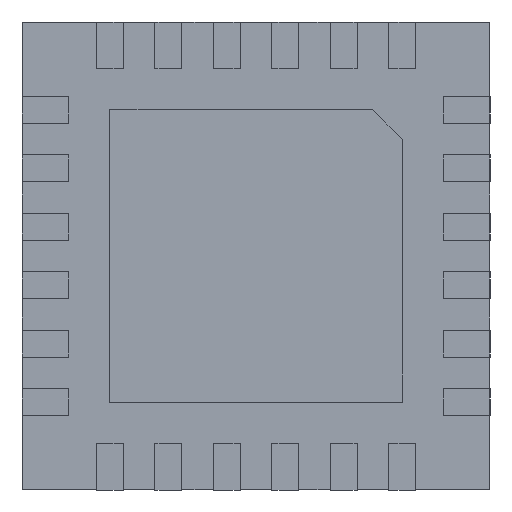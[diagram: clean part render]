
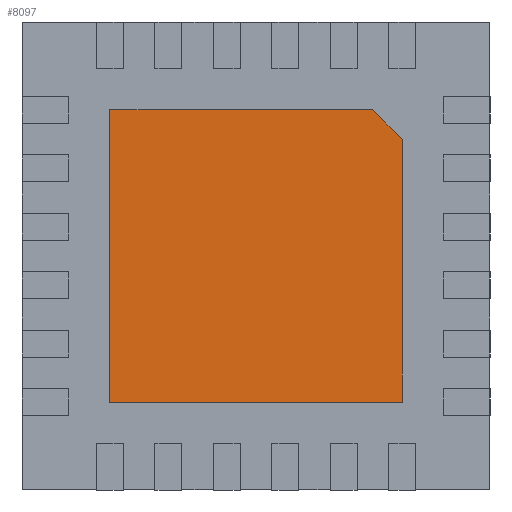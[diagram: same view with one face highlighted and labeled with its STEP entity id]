
A CAD part, front view. The second image highlights one B-rep face of the part: STEP entity #8097.
In plain terms, the highlighted planar face has unit normal (0, -1, 0).
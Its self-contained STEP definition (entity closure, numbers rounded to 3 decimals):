
#280=PLANE('',#8359);
#713=FACE_OUTER_BOUND('',#1158,.T.);
#1158=EDGE_LOOP('',(#7470,#7471,#7472,#7473,#7474));
#1956=LINE('',#15248,#2761);
#1959=LINE('',#15253,#2764);
#1961=LINE('',#15257,#2766);
#1963=LINE('',#15261,#2768);
#1964=LINE('',#15263,#2769);
#2761=VECTOR('',#9643,1000.);
#2764=VECTOR('',#9648,1000.);
#2766=VECTOR('',#9652,1000.);
#2768=VECTOR('',#9656,1000.);
#2769=VECTOR('',#9659,1000.);
#3911=VERTEX_POINT('',#15245);
#3912=VERTEX_POINT('',#15247);
#3913=VERTEX_POINT('',#15251);
#3914=VERTEX_POINT('',#15255);
#3915=VERTEX_POINT('',#15259);
#5094=EDGE_CURVE('',#3912,#3911,#1956,.T.);
#5097=EDGE_CURVE('',#3911,#3913,#1959,.T.);
#5099=EDGE_CURVE('',#3913,#3914,#1961,.T.);
#5101=EDGE_CURVE('',#3914,#3915,#1963,.T.);
#5102=EDGE_CURVE('',#3915,#3912,#1964,.T.);
#7470=ORIENTED_EDGE('',*,*,#5094,.T.);
#7471=ORIENTED_EDGE('',*,*,#5097,.T.);
#7472=ORIENTED_EDGE('',*,*,#5099,.T.);
#7473=ORIENTED_EDGE('',*,*,#5101,.T.);
#7474=ORIENTED_EDGE('',*,*,#5102,.T.);
#8097=ADVANCED_FACE('',(#713),#280,.F.);
#8359=AXIS2_PLACEMENT_3D('',#15264,#9660,#9661);
#9643=DIRECTION('',(-0.707,0.,0.707));
#9648=DIRECTION('',(-1.,0.,0.));
#9652=DIRECTION('',(0.,0.,-1.));
#9656=DIRECTION('',(1.,0.,0.));
#9659=DIRECTION('',(0.,0.,1.));
#9660=DIRECTION('center_axis',(0.,1.,0.));
#9661=DIRECTION('ref_axis',(0.,0.,1.));
#15245=CARTESIAN_POINT('',(1.,0.001,1.25));
#15247=CARTESIAN_POINT('',(1.25,0.001,1.));
#15248=CARTESIAN_POINT('',(1.,0.001,1.25));
#15251=CARTESIAN_POINT('',(-1.25,0.001,1.25));
#15253=CARTESIAN_POINT('',(-1.25,0.001,1.25));
#15255=CARTESIAN_POINT('',(-1.25,0.001,-1.25));
#15257=CARTESIAN_POINT('',(-1.25,0.001,-1.25));
#15259=CARTESIAN_POINT('',(1.25,0.001,-1.25));
#15261=CARTESIAN_POINT('',(-1.25,0.001,-1.25));
#15263=CARTESIAN_POINT('',(1.25,0.001,1.));
#15264=CARTESIAN_POINT('Origin',(1.25,0.001,1.));
